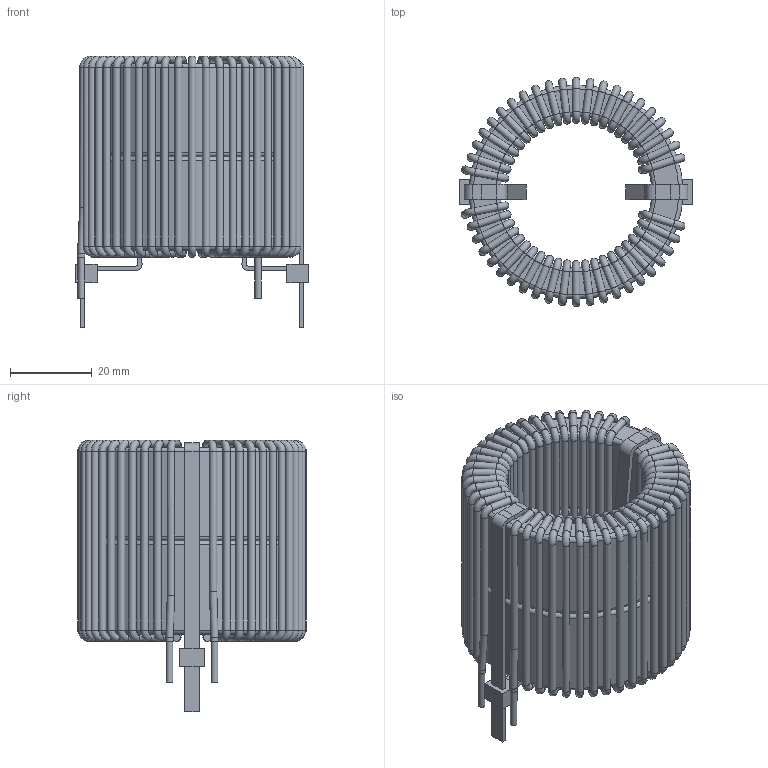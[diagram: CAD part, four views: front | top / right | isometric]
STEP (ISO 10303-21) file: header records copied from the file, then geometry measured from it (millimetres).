
FILE_DESCRIPTION(/* description */ (''),/* implementation_level */ '2;1');
FILE_NAME(/* name */ 'EDA-02863-V2-0_misc1.stp',/* time_stamp */ '2017-09-13T16:19:37+02:00',/* author */ ('jchouvet'),/* organization */ (''),/* preprocessor_version */ 'ST-DEVELOPER v16.1',/* originating_system */ 'AutoCAD Mechanical',/* authorisation */ '');
FILE_SCHEMA (('AUTOMOTIVE_DESIGN { 1 0 10303 214 3 1 1 }'));
Length unit declared in the file: millimetre
Products named in the file (1): Product
Bounding box: 56.8 x 55.92 x 66.4 mm (x, y, z)
Volume: 62117.1 mm3; surface area: 47107.4 mm2
Topology: 56 solids, 56 shells, 456 faces, 932 edges, 508 vertices
Faces by surface type: cylinder 200, torus 180, plane 76
Full cylindrical faces by diameter (mm): 1.6 x4, 1.8 x180, 37.1 x2, 52.3 x2
Entity records: 9923 total; most frequent: DIRECTION 1882, CARTESIAN_POINT 1513, ORIENTED_EDGE 1112, AXIS2_PLACEMENT_3D 869, EDGE_LOOP 832, EDGE_CURVE 556, VERTEX_POINT 500, FACE_OUTER_BOUND 456
